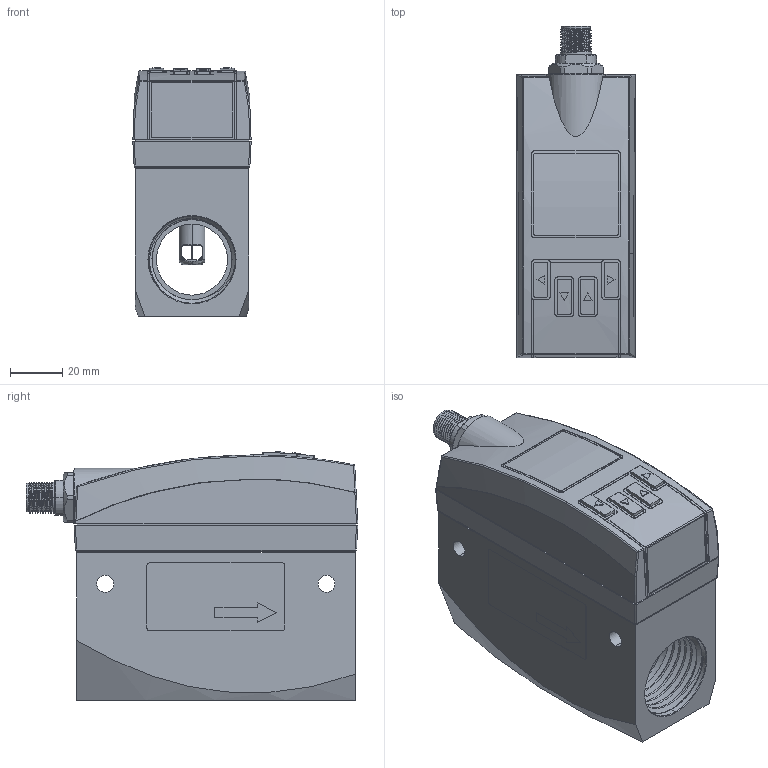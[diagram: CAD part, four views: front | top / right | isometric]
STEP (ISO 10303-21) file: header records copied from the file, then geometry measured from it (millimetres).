
FILE_DESCRIPTION (( 'STEP AP203' ), '1' );
FILE_NAME ('60102503_3d_x_a.STEP', '2022-08-10T12:21:28', ( '' ), ( '' ), 'SwSTEP 2.0', 'SolidWorks 2020', '' );
FILE_SCHEMA (( 'CONFIG_CONTROL_DESIGN' ));
Length unit declared in the file: millimetre
Products named in the file (1): 60102503_3d_x_a
Bounding box: 45.5 x 127.42 x 95.48 mm (x, y, z)
Volume: 354096.5 mm3; surface area: 72087 mm2
Topology: 6 solids, 10 shells, 490 faces, 1254 edges, 816 vertices
Faces by surface type: cylinder 198, plane 194, bspline 40, cone 33, torus 13, sphere 12
Entity records: 22861 total; most frequent: CARTESIAN_POINT 11655, ORIENTED_EDGE 2508, DIRECTION 2049, EDGE_CURVE 1254, VERTEX_POINT 816, AXIS2_PLACEMENT_3D 738, VECTOR 573, LINE 573
